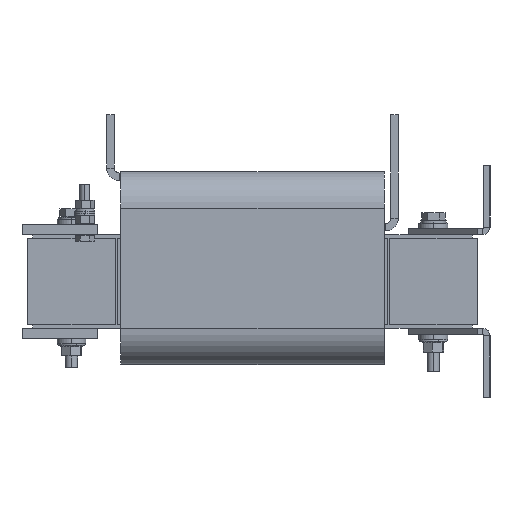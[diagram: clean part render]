
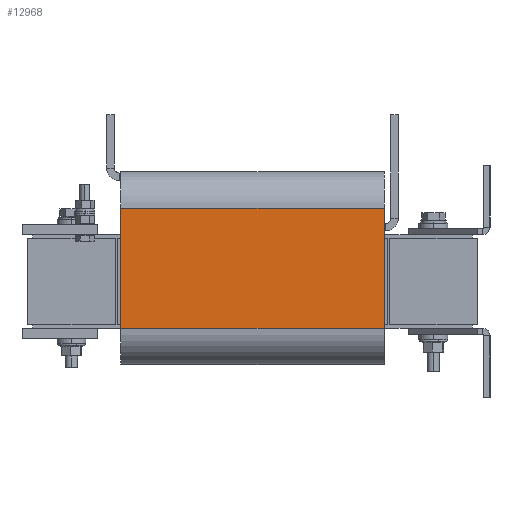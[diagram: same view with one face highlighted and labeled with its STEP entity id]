
A CAD part, left-side view. The second image highlights one B-rep face of the part: STEP entity #12968.
In plain terms, the highlighted planar face has unit normal (-1, 0, 0).
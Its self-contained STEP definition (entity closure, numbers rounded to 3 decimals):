
#80 = CARTESIAN_POINT ( 'NONE',  ( -208.25, 105., 58.25 ) ) ;
#448 = ORIENTED_EDGE ( 'NONE', *, *, #3441, .T. ) ;
#866 = CARTESIAN_POINT ( 'NONE',  ( -208.25, 105., 58.25 ) ) ;
#1099 = ORIENTED_EDGE ( 'NONE', *, *, #7204, .T. ) ;
#1374 = AXIS2_PLACEMENT_3D ( 'NONE', #866, #3744, #6573 ) ;
#1720 = VECTOR ( 'NONE', #13467, 1000. ) ;
#2130 = DIRECTION ( 'NONE',  ( 0., 0., 1. ) ) ;
#2311 = CARTESIAN_POINT ( 'NONE',  ( -208.25, 105., 58.25 ) ) ;
#3362 = CARTESIAN_POINT ( 'NONE',  ( -208.25, -105., 58.25 ) ) ;
#3441 = EDGE_CURVE ( 'Defeature ausgef�hrt3_63+Defeature ausgef�hrt3_62+Defeature ausgef�hrt3_48+Defeature ausgef�hrt3_49', #14324, #10008, #17175, .T. ) ;
#3502 = EDGE_CURVE ( 'Defeature ausgef�hrt3_64+Defeature ausgef�hrt3_63+Defeature ausgef�hrt3_48+Defeature ausgef�hrt3_49', #10349, #12952, #9951, .T. ) ;
#3744 = DIRECTION ( 'NONE',  ( 1., 0., 0. ) ) ;
#3822 = FACE_OUTER_BOUND ( 'NONE', #5405, .T. ) ;
#4251 = CARTESIAN_POINT ( 'NONE',  ( -208.25, 105., -37.25 ) ) ;
#4658 = CARTESIAN_POINT ( 'NONE',  ( -208.25, 105., -37.25 ) ) ;
#5338 = ORIENTED_EDGE ( 'NONE', *, *, #12312, .F. ) ;
#5405 = EDGE_LOOP ( 'NONE', ( #1099, #12335, #5338, #448 ) ) ;
#6280 = VECTOR ( 'NONE', #2130, 1000. ) ;
#6573 = DIRECTION ( 'NONE',  ( 0., 0., -1. ) ) ;
#7204 = EDGE_CURVE ( 'Defeature ausgef�hrt3_63+Defeature ausgef�hrt3_49+Defeature ausgef�hrt3_62+Defeature ausgef�hrt3_64', #10008, #12952, #13569, .T. ) ;
#7541 = LINE ( 'NONE', #13457, #18639 ) ;
#7585 = CARTESIAN_POINT ( 'NONE',  ( -208.25, -105., -37.25 ) ) ;
#9951 = LINE ( 'NONE', #80, #12676 ) ;
#10008 = VERTEX_POINT ( 'NONE', #7585 ) ;
#10349 = VERTEX_POINT ( 'NONE', #2311 ) ;
#10486 = DIRECTION ( 'NONE',  ( 0., 0., 1. ) ) ;
#12312 = EDGE_CURVE ( 'Defeature ausgef�hrt3_48+Defeature ausgef�hrt3_63+Defeature ausgef�hrt3_62+Defeature ausgef�hrt3_64', #14324, #10349, #7541, .T. ) ;
#12335 = ORIENTED_EDGE ( 'NONE', *, *, #3502, .F. ) ;
#12624 = CARTESIAN_POINT ( 'NONE',  ( -208.25, -105., 58.25 ) ) ;
#12676 = VECTOR ( 'NONE', #14671, 1000. ) ;
#12952 = VERTEX_POINT ( 'NONE', #12624 ) ;
#12968 = ADVANCED_FACE ( 'Defeature ausgef�hrt3_63', ( #3822 ), #15538, .F. ) ;
#13457 = CARTESIAN_POINT ( 'NONE',  ( -208.25, 105., 58.25 ) ) ;
#13467 = DIRECTION ( 'NONE',  ( 0., -1., 0. ) ) ;
#13569 = LINE ( 'NONE', #3362, #6280 ) ;
#14324 = VERTEX_POINT ( 'NONE', #4251 ) ;
#14671 = DIRECTION ( 'NONE',  ( 0., -1., 0. ) ) ;
#15538 = PLANE ( 'NONE',  #1374 ) ;
#17175 = LINE ( 'NONE', #4658, #1720 ) ;
#18639 = VECTOR ( 'NONE', #10486, 1000. ) ;
